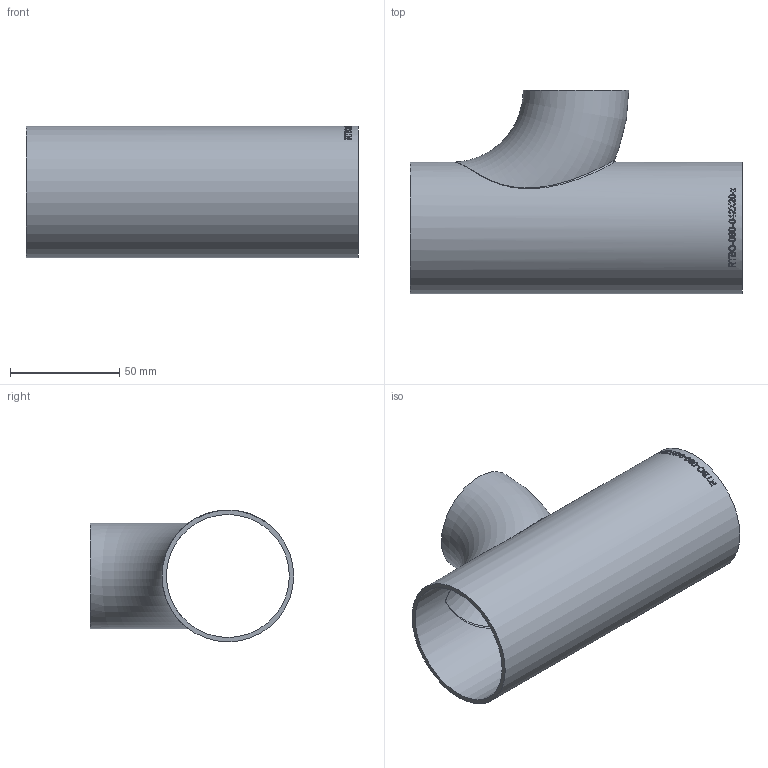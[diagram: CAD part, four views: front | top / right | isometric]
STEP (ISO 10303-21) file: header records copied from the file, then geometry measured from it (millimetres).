
FILE_DESCRIPTION (( 'STEP AP214' ), '1' );
FILE_NAME ('RTBO-060-048X20-x T-Bogen reduziert 2005.STEP', '2020-05-20T11:29:06', ( '' ), ( '' ), 'SwSTEP 2.0', 'SolidWorks 2019', '' );
FILE_SCHEMA (( 'AUTOMOTIVE_DESIGN' ));
Length unit declared in the file: millimetre
Products named in the file (1): RTBO-060-048X20-x T-Bogen reduziert 2005
Bounding box: 152 x 93.14 x 60.3 mm (x, y, z)
Volume: 63528.5 mm3; surface area: 64567.5 mm2
Topology: 1 solids, 1 shells, 229 faces, 597 edges, 398 vertices
Faces by surface type: bspline 131, plane 67, cylinder 29, torus 2
Full cylindrical faces by diameter (mm): 56.3 x1, 60.3 x1
Entity records: 29622 total; most frequent: CARTESIAN_POINT 22789, ORIENTED_EDGE 1178, EDGE_CURVE 589, DIRECTION 464, B_SPLINE_CURVE_WITH_KNOTS 409, VERTEX_POINT 396, EDGE_LOOP 267, FACE_OUTER_BOUND 235
